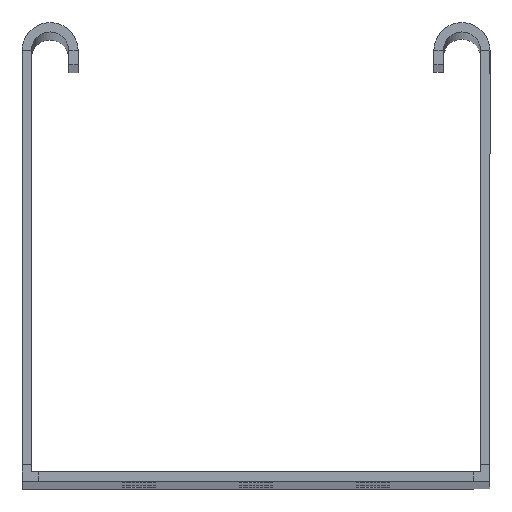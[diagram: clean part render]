
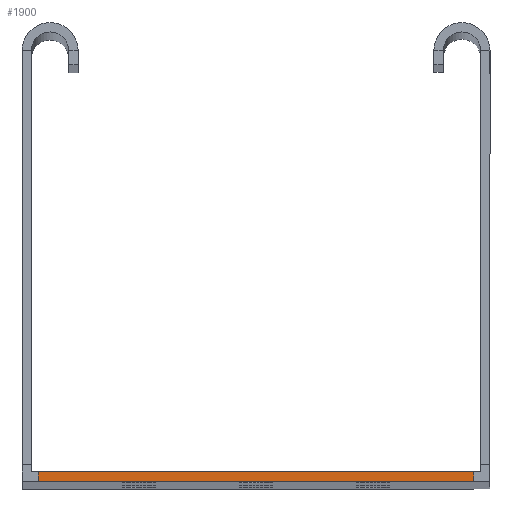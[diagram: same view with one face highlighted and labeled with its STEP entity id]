
A CAD part, top view. The second image highlights one B-rep face of the part: STEP entity #1900.
In plain terms, the highlighted planar face has unit normal (0, 0, 1).
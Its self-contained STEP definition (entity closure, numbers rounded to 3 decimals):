
#454 = VERTEX_POINT ( 'NONE', #2769 ) ;
#596 = CARTESIAN_POINT ( 'NONE',  ( -48., -2., 1000. ) ) ;
#778 = ORIENTED_EDGE ( 'NONE', *, *, #1800, .T. ) ;
#1021 = ORIENTED_EDGE ( 'NONE', *, *, #4763, .T. ) ;
#1362 = VERTEX_POINT ( 'NONE', #5223 ) ;
#1696 = LINE ( 'NONE', #6765, #4623 ) ;
#1800 = EDGE_CURVE ( 'NONE', #454, #6914, #5286, .T. ) ;
#1900 = ADVANCED_FACE ( 'NONE', ( #4290 ), #7303, .T. ) ;
#1997 = CARTESIAN_POINT ( 'NONE',  ( -46.5, 0., 1000. ) ) ;
#2489 = EDGE_LOOP ( 'NONE', ( #4897, #778, #4999, #1021 ) ) ;
#2715 = CARTESIAN_POINT ( 'NONE',  ( -50., 1.5, 1000. ) ) ;
#2769 = CARTESIAN_POINT ( 'NONE',  ( -46.5, 0., 1000. ) ) ;
#2783 = DIRECTION ( 'NONE',  ( 0., 1., 0. ) ) ;
#2905 = EDGE_CURVE ( 'NONE', #454, #1362, #1696, .T. ) ;
#3122 = VERTEX_POINT ( 'NONE', #4635 ) ;
#3364 = AXIS2_PLACEMENT_3D ( 'NONE', #2715, #6125, #6704 ) ;
#3691 = CARTESIAN_POINT ( 'NONE',  ( -46.5, -2., 1000. ) ) ;
#3740 = VECTOR ( 'NONE', #6923, 1000. ) ;
#3915 = CARTESIAN_POINT ( 'NONE',  ( 46.5, -2., 1000. ) ) ;
#4290 = FACE_OUTER_BOUND ( 'NONE', #2489, .T. ) ;
#4407 = LINE ( 'NONE', #3915, #5573 ) ;
#4623 = VECTOR ( 'NONE', #5615, 1000. ) ;
#4635 = CARTESIAN_POINT ( 'NONE',  ( 46.5, -2., 1000. ) ) ;
#4763 = EDGE_CURVE ( 'NONE', #3122, #1362, #4407, .T. ) ;
#4897 = ORIENTED_EDGE ( 'NONE', *, *, #2905, .F. ) ;
#4999 = ORIENTED_EDGE ( 'NONE', *, *, #6586, .T. ) ;
#5223 = CARTESIAN_POINT ( 'NONE',  ( 46.5, 0., 1000. ) ) ;
#5286 = LINE ( 'NONE', #1997, #5818 ) ;
#5573 = VECTOR ( 'NONE', #2783, 1000. ) ;
#5615 = DIRECTION ( 'NONE',  ( 1., 0., 0. ) ) ;
#5818 = VECTOR ( 'NONE', #7254, 1000. ) ;
#6125 = DIRECTION ( 'NONE',  ( 0., 0., 1. ) ) ;
#6167 = LINE ( 'NONE', #596, #3740 ) ;
#6586 = EDGE_CURVE ( 'NONE', #6914, #3122, #6167, .T. ) ;
#6704 = DIRECTION ( 'NONE',  ( 1., 0., 0. ) ) ;
#6765 = CARTESIAN_POINT ( 'NONE',  ( -48., 0., 1000. ) ) ;
#6914 = VERTEX_POINT ( 'NONE', #3691 ) ;
#6923 = DIRECTION ( 'NONE',  ( 1., 0., 0. ) ) ;
#7254 = DIRECTION ( 'NONE',  ( 0., -1., 0. ) ) ;
#7303 = PLANE ( 'NONE',  #3364 ) ;
